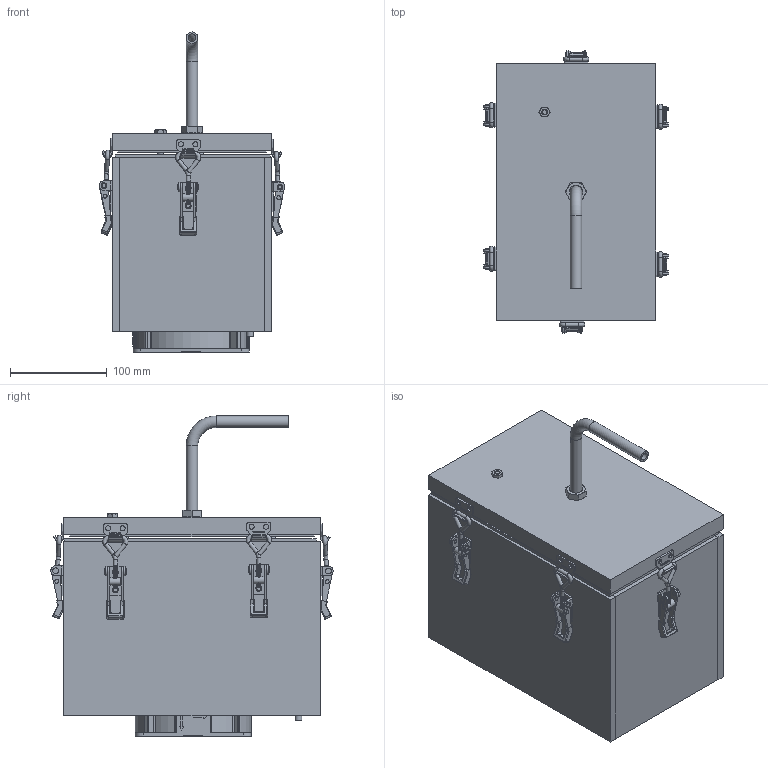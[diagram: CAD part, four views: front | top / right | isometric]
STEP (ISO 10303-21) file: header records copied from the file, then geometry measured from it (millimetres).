
FILE_DESCRIPTION(('STEP AP203'), '1');
FILE_NAME('栖闉罻', '', ('UNSPECIFIED'), ('UNSPECIFIED'), 'C3D Converter', 'C3D Toolkit', '');
FILE_SCHEMA(('CONFIG_CONTROL_DESIGN'));
Length unit declared in the file: millimetre
Products named in the file (13): 4001.stp
Assembly tree (19 placements, depth 3):
  (unnamed)
    (unnamed)  x2
    (unnamed)  x2
    (unnamed)
    (unnamed)
    (unnamed)
    (unnamed)
    (unnamed)
      (unnamed)
      (unnamed)
    4001.stp  x6
    (unnamed)
      (unnamed)
Bounding box: 192 x 292 x 330.86 mm (x, y, z)
Volume: 3329668.8 mm3; surface area: 696085.5 mm2
Topology: 36 solids, 36 shells, 1885 faces, 4773 edges, 3019 vertices
Faces by surface type: plane 976, cylinder 564, bspline 264, torus 51, cone 30
Full cylindrical faces by diameter (mm): 4 x36, 4.1 x8, 4.15 x12, 4.2 x48, 4.917 x1, 5 x1, 5.2 x12, 6 x14, 6.647 x1, 7 x2, 7.72 x6, 8 x2, 11.82 x1, 12 x2, 16.662 x1, 18.632 x1, 58 x1, 116 x1
Entity records: 38283 total; most frequent: CARTESIAN_POINT 21752, ORIENTED_EDGE 2832, DIRECTION 2503, EDGE_CURVE 1416, VERTEX_POINT 941, AXIS2_PLACEMENT_3D 852, LINE 799, VECTOR 799
